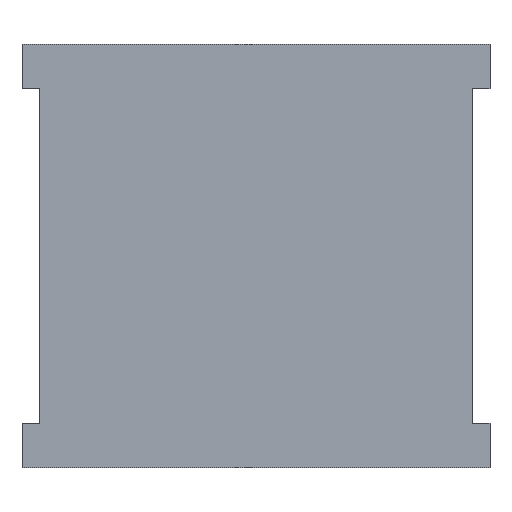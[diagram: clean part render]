
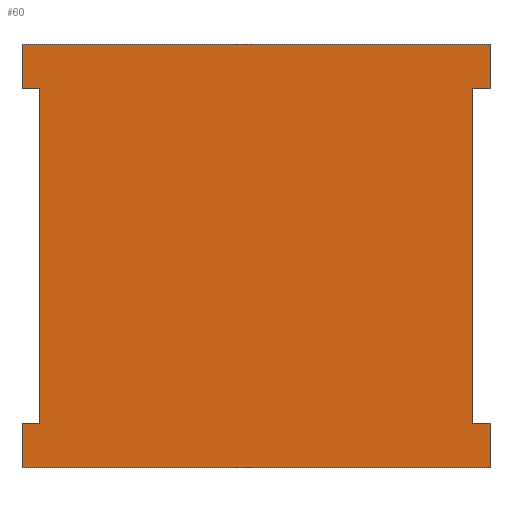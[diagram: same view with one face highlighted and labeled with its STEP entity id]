
A CAD part, front view. The second image highlights one B-rep face of the part: STEP entity #60.
In plain terms, the highlighted planar face has unit normal (0, -1, 0).
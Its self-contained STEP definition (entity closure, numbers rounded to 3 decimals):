
#60=ADVANCED_FACE('NONE',(#119),#120,.T.);
#119=FACE_OUTER_BOUND('',#209,.T.);
#120=PLANE('',#210);
#209=EDGE_LOOP('',(#386,#387,#388,#389,#390,#391,#392,#393,#394,#395,#396,#397));
#210=AXIS2_PLACEMENT_3D('',#398,#399,#400);
#386=ORIENTED_EDGE('',*,*,#674,.T.);
#387=ORIENTED_EDGE('',*,*,#675,.T.);
#388=ORIENTED_EDGE('',*,*,#676,.T.);
#389=ORIENTED_EDGE('',*,*,#677,.F.);
#390=ORIENTED_EDGE('',*,*,#678,.F.);
#391=ORIENTED_EDGE('',*,*,#659,.F.);
#392=ORIENTED_EDGE('',*,*,#673,.F.);
#393=ORIENTED_EDGE('',*,*,#664,.F.);
#394=ORIENTED_EDGE('',*,*,#679,.F.);
#395=ORIENTED_EDGE('',*,*,#680,.T.);
#396=ORIENTED_EDGE('',*,*,#681,.T.);
#397=ORIENTED_EDGE('',*,*,#682,.T.);
#398=CARTESIAN_POINT('',(0.0,-10.5,9.5));
#399=DIRECTION('',(0.0,-1.0,0.0));
#400=DIRECTION('',(0.0,0.0,-1.0));
#659=EDGE_CURVE('NONE',#802,#804,#805,.T.);
#664=EDGE_CURVE('NONE',#811,#813,#814,.T.);
#673=EDGE_CURVE('NONE',#813,#802,#826,.T.);
#674=EDGE_CURVE('NONE',#827,#828,#829,.T.);
#675=EDGE_CURVE('NONE',#828,#830,#831,.T.);
#676=EDGE_CURVE('NONE',#830,#832,#833,.T.);
#677=EDGE_CURVE('NONE',#834,#832,#835,.T.);
#678=EDGE_CURVE('NONE',#804,#834,#836,.T.);
#679=EDGE_CURVE('NONE',#837,#811,#838,.T.);
#680=EDGE_CURVE('NONE',#837,#839,#840,.T.);
#681=EDGE_CURVE('NONE',#839,#841,#842,.T.);
#682=EDGE_CURVE('NONE',#841,#827,#843,.T.);
#802=VERTEX_POINT('NONE',#1018);
#804=VERTEX_POINT('NONE',#1021);
#805=LINE('',#1022,#1023);
#811=VERTEX_POINT('NONE',#1032);
#813=VERTEX_POINT('NONE',#1035);
#814=LINE('',#1036,#1037);
#826=LINE('',#1056,#1057);
#827=VERTEX_POINT('NONE',#1058);
#828=VERTEX_POINT('NONE',#1059);
#829=LINE('',#1060,#1061);
#830=VERTEX_POINT('NONE',#1062);
#831=LINE('',#1063,#1064);
#832=VERTEX_POINT('NONE',#1065);
#833=LINE('',#1066,#1067);
#834=VERTEX_POINT('NONE',#1068);
#835=LINE('',#1069,#1070);
#836=LINE('',#1071,#1072);
#837=VERTEX_POINT('NONE',#1073);
#838=LINE('',#1074,#1075);
#839=VERTEX_POINT('NONE',#1076);
#840=LINE('',#1077,#1078);
#841=VERTEX_POINT('NONE',#1079);
#842=LINE('',#1080,#1081);
#843=LINE('',#1082,#1083);
#1018=CARTESIAN_POINT('',(20.2,-10.5,-7.5));
#1021=CARTESIAN_POINT('',(21.0,-10.5,-7.5));
#1022=CARTESIAN_POINT('',(21.0,-10.5,-7.5));
#1023=VECTOR('',#1251,1000.0);
#1032=CARTESIAN_POINT('',(21.0,-10.5,7.5));
#1035=CARTESIAN_POINT('',(20.2,-10.5,7.5));
#1036=CARTESIAN_POINT('',(19.7,-10.5,7.5));
#1037=VECTOR('',#1256,1000.0);
#1056=CARTESIAN_POINT('',(20.2,-10.5,1.75));
#1057=VECTOR('',#1267,1000.0);
#1058=CARTESIAN_POINT('',(0.8,-10.5,7.5));
#1059=CARTESIAN_POINT('',(0.8,-10.5,-7.5));
#1060=CARTESIAN_POINT('',(0.8,-10.5,1.75));
#1061=VECTOR('',#1268,1000.0);
#1062=CARTESIAN_POINT('',(0.,-10.5,-7.5));
#1063=CARTESIAN_POINT('',(0.,-10.5,-7.5));
#1064=VECTOR('',#1269,1000.0);
#1065=CARTESIAN_POINT('',(0.0,-10.5,-9.5));
#1066=CARTESIAN_POINT('',(0.0,-10.5,9.5));
#1067=VECTOR('',#1270,1000.0);
#1068=CARTESIAN_POINT('',(21.0,-10.5,-9.5));
#1069=CARTESIAN_POINT('',(0.0,-10.5,-9.5));
#1070=VECTOR('',#1271,1000.0);
#1071=CARTESIAN_POINT('',(21.0,-10.5,9.5));
#1072=VECTOR('',#1272,1000.0);
#1073=CARTESIAN_POINT('',(21.0,-10.5,9.5));
#1074=CARTESIAN_POINT('',(21.0,-10.5,9.5));
#1075=VECTOR('',#1273,1000.0);
#1076=CARTESIAN_POINT('',(0.0,-10.5,9.5));
#1077=CARTESIAN_POINT('',(0.0,-10.5,9.5));
#1078=VECTOR('',#1274,1000.0);
#1079=CARTESIAN_POINT('',(0.,-10.5,7.5));
#1080=CARTESIAN_POINT('',(0.0,-10.5,9.5));
#1081=VECTOR('',#1275,1000.0);
#1082=CARTESIAN_POINT('',(1.3,-10.5,7.5));
#1083=VECTOR('',#1276,1000.0);
#1251=DIRECTION('',(1.0,0.,0.));
#1256=DIRECTION('',(-1.0,0.,0.));
#1267=DIRECTION('',(0.,0.,-1.0));
#1268=DIRECTION('',(0.,0.0,-1.0));
#1269=DIRECTION('',(-1.0,0.0,0.));
#1270=DIRECTION('',(-0.0,-0.0,-1.0));
#1271=DIRECTION('',(-1.0,0.0,-0.0));
#1272=DIRECTION('',(-0.0,-0.0,-1.0));
#1273=DIRECTION('',(-0.0,-0.0,-1.0));
#1274=DIRECTION('',(-1.0,0.0,-0.0));
#1275=DIRECTION('',(-0.0,-0.0,-1.0));
#1276=DIRECTION('',(1.0,0.0,0.));
